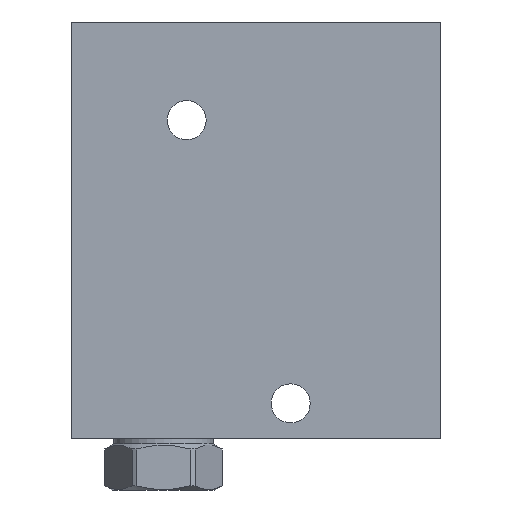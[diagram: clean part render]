
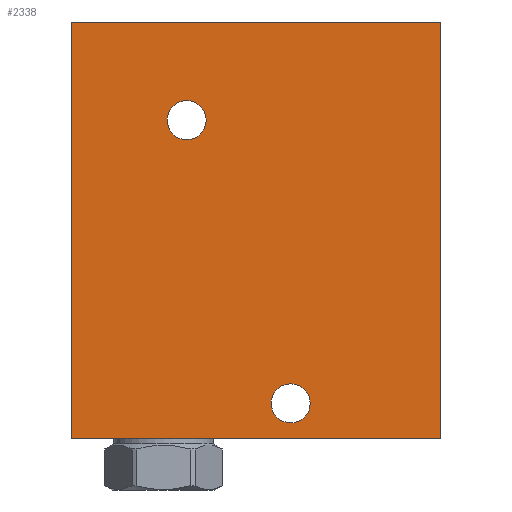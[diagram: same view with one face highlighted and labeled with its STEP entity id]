
A CAD part, front view. The second image highlights one B-rep face of the part: STEP entity #2338.
In plain terms, the highlighted planar face has unit normal (0, -1, 0).
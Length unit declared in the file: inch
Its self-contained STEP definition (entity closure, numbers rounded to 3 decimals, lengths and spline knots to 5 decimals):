
#5=DIRECTION('',(1.,0.,0.));
#6=VECTOR('',#5,4.);
#7=CARTESIAN_POINT('',(0.,-1.5,0.));
#8=LINE('',#7,#6);
#85=DIRECTION('',(0.,0.,1.));
#86=VECTOR('',#85,4.5);
#87=CARTESIAN_POINT('',(4.,-1.5,0.));
#88=LINE('',#87,#86);
#109=DIRECTION('',(0.,0.,1.));
#110=VECTOR('',#109,4.5);
#111=CARTESIAN_POINT('',(0.,-1.5,0.));
#112=LINE('',#111,#110);
#113=CARTESIAN_POINT('',(1.25,-1.5,3.438));
#114=DIRECTION('',(0.,-1.,0.));
#115=DIRECTION('',(-1.,0.,0.));
#116=AXIS2_PLACEMENT_3D('',#113,#114,#115);
#118=CARTESIAN_POINT('',(1.25,-1.5,3.438));
#119=DIRECTION('',(0.,-1.,0.));
#120=DIRECTION('',(1.,0.,0.));
#121=AXIS2_PLACEMENT_3D('',#118,#119,#120);
#123=CARTESIAN_POINT('',(2.375,-1.5,0.375));
#124=DIRECTION('',(0.,-1.,0.));
#125=DIRECTION('',(-1.,0.,0.));
#126=AXIS2_PLACEMENT_3D('',#123,#124,#125);
#128=CARTESIAN_POINT('',(2.375,-1.5,0.375));
#129=DIRECTION('',(0.,-1.,0.));
#130=DIRECTION('',(1.,0.,0.));
#131=AXIS2_PLACEMENT_3D('',#128,#129,#130);
#145=DIRECTION('',(1.,0.,0.));
#146=VECTOR('',#145,4.);
#147=CARTESIAN_POINT('',(0.,-1.5,4.5));
#148=LINE('',#147,#146);
#1918=CARTESIAN_POINT('',(0.,-1.5,0.));
#1920=VERTEX_POINT('',#1918);
#1921=CARTESIAN_POINT('',(4.,-1.5,0.));
#1922=VERTEX_POINT('',#1921);
#1926=CARTESIAN_POINT('',(0.,-1.5,4.5));
#1928=VERTEX_POINT('',#1926);
#1929=CARTESIAN_POINT('',(4.,-1.5,4.5));
#1930=VERTEX_POINT('',#1929);
#2081=CARTESIAN_POINT('',(1.039,-1.5,3.438));
#2082=CARTESIAN_POINT('',(1.461,-1.5,3.438));
#2083=VERTEX_POINT('',#2081);
#2084=VERTEX_POINT('',#2082);
#2089=CARTESIAN_POINT('',(2.164,-1.5,0.375));
#2090=CARTESIAN_POINT('',(2.586,-1.5,0.375));
#2091=VERTEX_POINT('',#2089);
#2092=VERTEX_POINT('',#2090);
#2314=CARTESIAN_POINT('',(0.,-1.5,0.));
#2315=DIRECTION('',(0.,-1.,0.));
#2316=DIRECTION('',(1.,0.,0.));
#2317=AXIS2_PLACEMENT_3D('',#2314,#2315,#2316);
#2318=PLANE('',#2317);
#2319=ORIENTED_EDGE('',*,*,#2214,.F.);
#2320=ORIENTED_EDGE('',*,*,#2239,.T.);
#2322=ORIENTED_EDGE('',*,*,#2321,.T.);
#2323=ORIENTED_EDGE('',*,*,#2294,.F.);
#2324=EDGE_LOOP('',(#2319,#2320,#2322,#2323));
#2325=FACE_OUTER_BOUND('',#2324,.F.);
#2327=ORIENTED_EDGE('',*,*,#2326,.T.);
#2329=ORIENTED_EDGE('',*,*,#2328,.T.);
#2330=EDGE_LOOP('',(#2327,#2329));
#2331=FACE_BOUND('',#2330,.F.);
#2333=ORIENTED_EDGE('',*,*,#2332,.T.);
#2335=ORIENTED_EDGE('',*,*,#2334,.T.);
#2336=EDGE_LOOP('',(#2333,#2335));
#2337=FACE_BOUND('',#2336,.F.);
#2338=ADVANCED_FACE('',(#2325,#2331,#2337),#2318,.T.);
#117=CIRCLE('',#116,0.211);
#122=CIRCLE('',#121,0.211);
#127=CIRCLE('',#126,0.211);
#132=CIRCLE('',#131,0.211);
#2214=EDGE_CURVE('',#1920,#1922,#8,.T.);
#2239=EDGE_CURVE('',#1920,#1928,#112,.T.);
#2294=EDGE_CURVE('',#1922,#1930,#88,.T.);
#2321=EDGE_CURVE('',#1928,#1930,#148,.T.);
#2326=EDGE_CURVE('',#2083,#2084,#117,.T.);
#2328=EDGE_CURVE('',#2084,#2083,#122,.T.);
#2332=EDGE_CURVE('',#2091,#2092,#127,.T.);
#2334=EDGE_CURVE('',#2092,#2091,#132,.T.);
